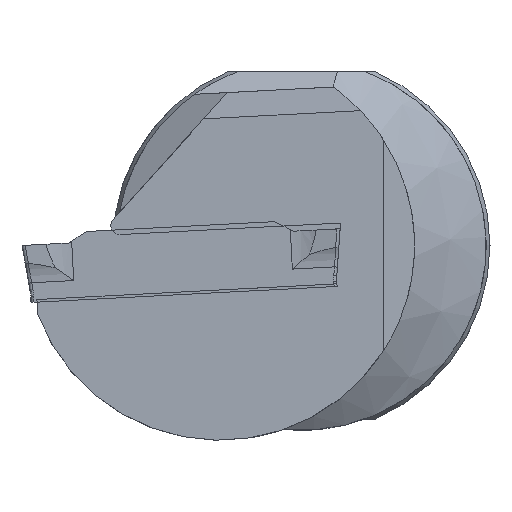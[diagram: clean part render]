
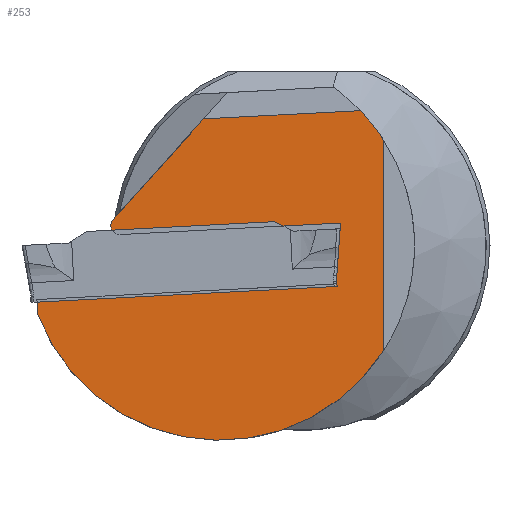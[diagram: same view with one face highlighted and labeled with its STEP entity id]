
A CAD part, left-side view. The second image highlights one B-rep face of the part: STEP entity #253.
In plain terms, the highlighted planar face has unit normal (-1, 0, 0).
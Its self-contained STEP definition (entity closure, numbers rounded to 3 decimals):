
#187=CIRCLE('',#1520,12.9);
#188=CIRCLE('',#1521,12.9);
#189=CIRCLE('',#1522,0.6);
#253=ADVANCED_FACE('',(#368),#300,.T.);
#300=PLANE('',#1523);
#368=FACE_OUTER_BOUND('',#445,.T.);
#445=EDGE_LOOP('',(#741,#742,#743,#744,#745,#746,#747,#748,#749,#750));
#741=ORIENTED_EDGE('',*,*,#1148,.T.);
#742=ORIENTED_EDGE('',*,*,#1149,.T.);
#743=ORIENTED_EDGE('',*,*,#1150,.F.);
#744=ORIENTED_EDGE('',*,*,#1151,.F.);
#745=ORIENTED_EDGE('',*,*,#1152,.F.);
#746=ORIENTED_EDGE('',*,*,#1153,.T.);
#747=ORIENTED_EDGE('',*,*,#1154,.T.);
#748=ORIENTED_EDGE('',*,*,#1155,.T.);
#749=ORIENTED_EDGE('',*,*,#1156,.T.);
#750=ORIENTED_EDGE('',*,*,#1157,.T.);
#969=VERTEX_POINT('',#2417);
#970=VERTEX_POINT('',#2418);
#971=VERTEX_POINT('',#2420);
#972=VERTEX_POINT('',#2422);
#973=VERTEX_POINT('',#2424);
#974=VERTEX_POINT('',#2426);
#975=VERTEX_POINT('',#2428);
#976=VERTEX_POINT('',#2430);
#977=VERTEX_POINT('',#2432);
#978=VERTEX_POINT('',#2434);
#1148=EDGE_CURVE('',#969,#970,#1276,.T.);
#1149=EDGE_CURVE('',#970,#971,#1277,.T.);
#1150=EDGE_CURVE('',#972,#971,#187,.T.);
#1151=EDGE_CURVE('',#973,#972,#1278,.T.);
#1152=EDGE_CURVE('',#974,#973,#188,.T.);
#1153=EDGE_CURVE('',#974,#975,#1279,.T.);
#1154=EDGE_CURVE('',#975,#976,#1280,.T.);
#1155=EDGE_CURVE('',#976,#977,#189,.T.);
#1156=EDGE_CURVE('',#977,#978,#1281,.T.);
#1157=EDGE_CURVE('',#978,#969,#1282,.T.);
#1276=LINE('',#2416,#1373);
#1277=LINE('',#2419,#1374);
#1278=LINE('',#2423,#1375);
#1279=LINE('',#2427,#1376);
#1280=LINE('',#2429,#1377);
#1281=LINE('',#2433,#1378);
#1282=LINE('',#2435,#1379);
#1373=VECTOR('',#1847,1.);
#1374=VECTOR('',#1848,1.);
#1375=VECTOR('',#1851,1.);
#1376=VECTOR('',#1854,1.);
#1377=VECTOR('',#1855,1.);
#1378=VECTOR('',#1858,1.);
#1379=VECTOR('',#1859,1.);
#1520=AXIS2_PLACEMENT_3D('',#2421,#1849,#1850);
#1521=AXIS2_PLACEMENT_3D('',#2425,#1852,#1853);
#1522=AXIS2_PLACEMENT_3D('',#2431,#1856,#1857);
#1523=AXIS2_PLACEMENT_3D('',#2436,#1860,#1861);
#1847=DIRECTION('',(0.,0.999,-0.052));
#1848=DIRECTION('',(0.,-0.052,-0.999));
#1849=DIRECTION('',(1.,0.,0.));
#1850=DIRECTION('',(0.,0.,1.));
#1851=DIRECTION('',(0.,0.,-1.));
#1852=DIRECTION('',(1.,0.,0.));
#1853=DIRECTION('',(0.,0.,1.));
#1854=DIRECTION('',(0.,0.999,-0.052));
#1855=DIRECTION('',(0.,0.669,-0.743));
#1856=DIRECTION('',(-1.,0.,0.));
#1857=DIRECTION('',(0.,0.,1.));
#1858=DIRECTION('',(0.,-0.999,0.052));
#1859=DIRECTION('',(0.,0.07,-0.998));
#1860=DIRECTION('',(-1.,0.,0.));
#1861=DIRECTION('',(0.,0.,1.));
#2416=CARTESIAN_POINT('',(0.45,-18.589,-1.691));
#2417=CARTESIAN_POINT('',(0.45,-2.316,-2.544));
#2418=CARTESIAN_POINT('',(0.45,17.511,-3.583));
#2419=CARTESIAN_POINT('',(0.45,17.6,-1.892));
#2420=CARTESIAN_POINT('',(0.45,17.459,-4.582));
#2421=CARTESIAN_POINT('',(0.45,5.4,0.));
#2422=CARTESIAN_POINT('',(0.45,-5.45,-6.978));
#2423=CARTESIAN_POINT('',(0.45,-5.45,0.));
#2424=CARTESIAN_POINT('',(0.45,-5.45,6.978));
#2425=CARTESIAN_POINT('',(0.45,5.4,0.));
#2426=CARTESIAN_POINT('',(0.45,-3.91,8.93));
#2427=CARTESIAN_POINT('',(0.45,-17.993,9.668));
#2428=CARTESIAN_POINT('',(0.45,6.463,8.386));
#2429=CARTESIAN_POINT('',(0.45,-0.544,16.168));
#2430=CARTESIAN_POINT('',(0.45,12.463,1.723));
#2431=CARTESIAN_POINT('',(0.45,12.017,1.321));
#2432=CARTESIAN_POINT('',(0.45,11.986,0.722));
#2433=CARTESIAN_POINT('',(0.45,-18.379,2.313));
#2434=CARTESIAN_POINT('',(0.45,-2.598,1.486));
#2435=CARTESIAN_POINT('',(0.45,-2.572,1.114));
#2436=CARTESIAN_POINT('',(0.45,-18.5,0.));
